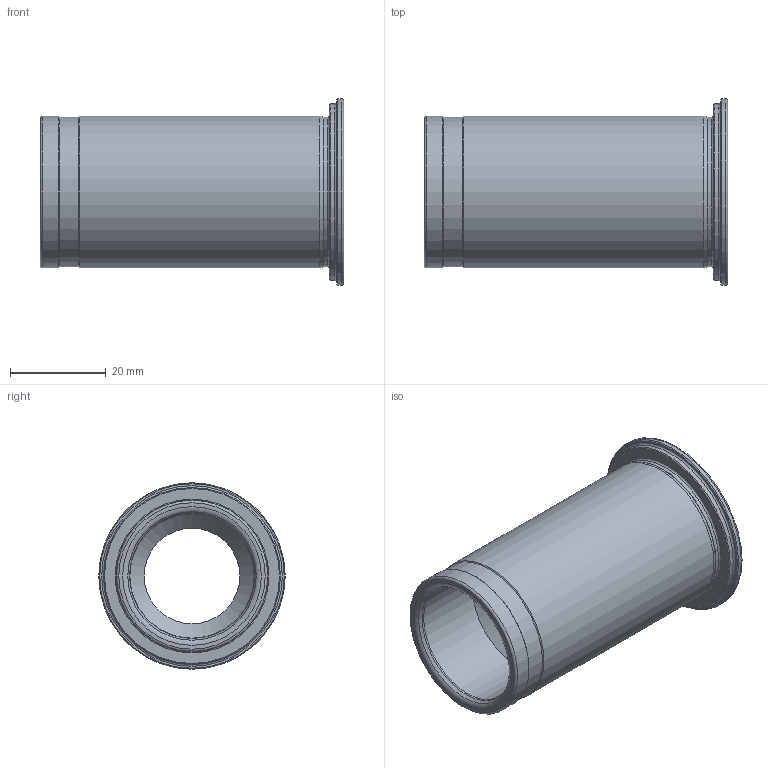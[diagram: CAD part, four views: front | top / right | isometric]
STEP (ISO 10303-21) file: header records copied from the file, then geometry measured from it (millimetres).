
FILE_DESCRIPTION(/* description */ (''),/* implementation_level */ '2;1');
FILE_NAME(/* name */ 'HS31.75-20.stp',/* time_stamp */ '2023-08-17T14:51:01+09:00',/* author */ ('YSH'),/* organization */ (''),/* preprocessor_version */ 'ST-DEVELOPER v18.1',/* originating_system */ 'Autodesk Inventor 2022',/* authorisation */ '');
FILE_SCHEMA (('AUTOMOTIVE_DESIGN { 1 0 10303 214 3 1 1 }'));
Length unit declared in the file: millimetre
Products named in the file (1): LO-HS31.75-20
Bounding box: 63.5 x 39 x 39 mm (x, y, z)
Volume: 27356.5 mm3; surface area: 12164.8 mm2
Topology: 1 solids, 1 shells, 29 faces, 66 edges, 41 vertices
Faces by surface type: torus 9, cylinder 8, cone 8, plane 4
Full cylindrical faces by diameter (mm): 20 x1, 26 x1, 31.35 x2, 31.65 x1, 31.75 x1, 37 x1, 39 x1
Entity records: 885 total; most frequent: DIRECTION 176, CARTESIAN_POINT 137, ORIENTED_EDGE 132, AXIS2_PLACEMENT_3D 80, EDGE_CURVE 66, CIRCLE 50, VERTEX_POINT 41, EDGE_LOOP 33
